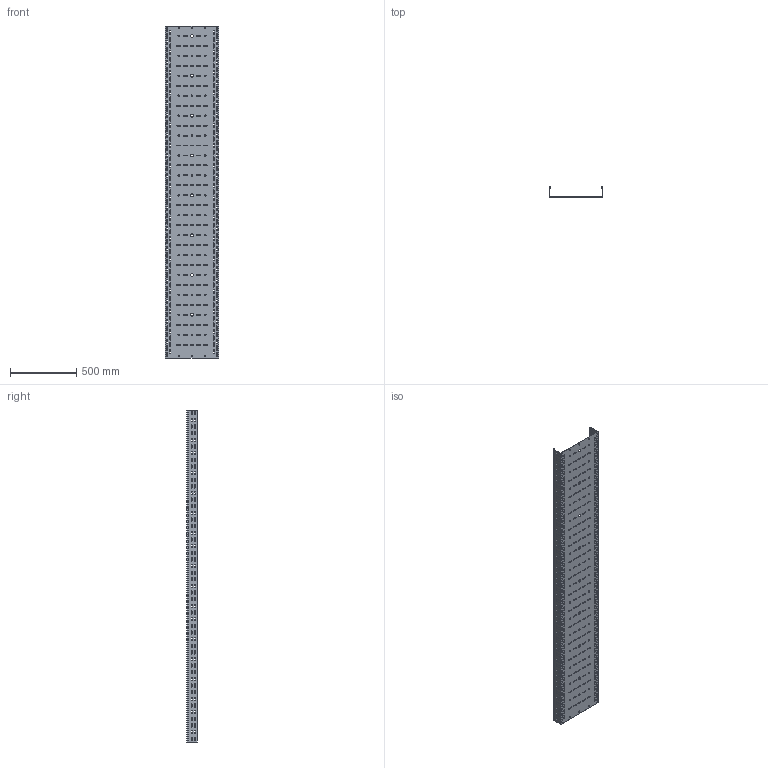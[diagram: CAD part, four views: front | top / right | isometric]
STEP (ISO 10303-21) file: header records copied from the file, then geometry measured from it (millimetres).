
FILE_DESCRIPTION (( 'STEP AP203' ), '1' );
FILE_NAME ('CLP10-080-400-200-D25 Ëîòîê ïåðôîðèðîâàííûé ESCA 80õ400õ2500-2,0 IEK.STEP', '2021-10-04T13:31:24', ( '' ), ( '' ), 'SwSTEP 2.0', 'SolidWorks 2017', '' );
FILE_SCHEMA (( 'CONFIG_CONTROL_DESIGN' ));
Length unit declared in the file: millimetre
Products named in the file (1): CLP10-080-400-200-D25 Ëîòîê ïåðôîðèðîâàííûé ESCA 80õ400õ2500-2,0 IEK
Bounding box: 400 x 79.97 x 2500 mm (x, y, z)
Volume: 2808886.8 mm3; surface area: 2714714.4 mm2
Topology: 1 solids, 1 shells, 2618 faces, 7848 edges, 5232 vertices
Faces by surface type: cylinder 1538, plane 1080
Entity records: 91761 total; most frequent: DIRECTION 16162, CARTESIAN_POINT 15699, ORIENTED_EDGE 15696, EDGE_CURVE 7848, AXIS2_PLACEMENT_3D 5695, VERTEX_POINT 5232, LINE 4772, VECTOR 4772
